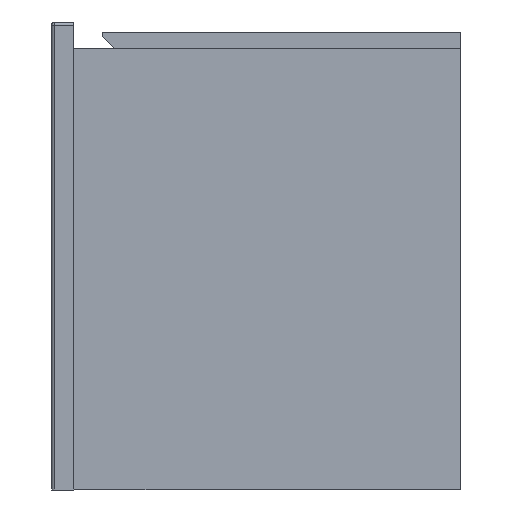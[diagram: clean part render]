
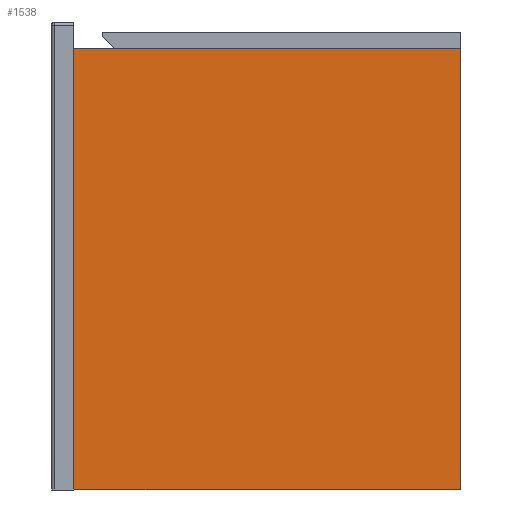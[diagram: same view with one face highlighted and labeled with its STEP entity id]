
A CAD part, left-side view. The second image highlights one B-rep face of the part: STEP entity #1538.
In plain terms, the highlighted planar face has unit normal (-1, 0, 0).
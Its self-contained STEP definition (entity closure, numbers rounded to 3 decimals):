
#89 = CARTESIAN_POINT ( 'NONE',  ( -594., 190., 434. ) ) ;
#128 = ORIENTED_EDGE ( 'NONE', *, *, #2818, .T. ) ;
#252 = VERTEX_POINT ( 'NONE', #2775 ) ;
#343 = AXIS2_PLACEMENT_3D ( 'NONE', #2868, #1300, #2930 ) ;
#406 = EDGE_CURVE ( 'NONE', #809, #579, #1985, .T. ) ;
#426 = VECTOR ( 'NONE', #930, 1000. ) ;
#510 = FACE_OUTER_BOUND ( 'NONE', #2023, .T. ) ;
#579 = VERTEX_POINT ( 'NONE', #824 ) ;
#736 = PLANE ( 'NONE',  #343 ) ;
#809 = VERTEX_POINT ( 'NONE', #2261 ) ;
#824 = CARTESIAN_POINT ( 'NONE',  ( -594., -190., 0. ) ) ;
#828 = VECTOR ( 'NONE', #1034, 1000. ) ;
#930 = DIRECTION ( 'NONE',  ( 0., 1., 0. ) ) ;
#1010 = CARTESIAN_POINT ( 'NONE',  ( -594., 190., 0. ) ) ;
#1034 = DIRECTION ( 'NONE',  ( 0., 0., -1. ) ) ;
#1094 = VECTOR ( 'NONE', #2637, 1000. ) ;
#1193 = CARTESIAN_POINT ( 'NONE',  ( -594., 190., 434. ) ) ;
#1300 = DIRECTION ( 'NONE',  ( -1., 0., 0. ) ) ;
#1439 = ORIENTED_EDGE ( 'NONE', *, *, #1577, .F. ) ;
#1481 = LINE ( 'NONE', #89, #828 ) ;
#1491 = VECTOR ( 'NONE', #2146, 1000. ) ;
#1538 = ADVANCED_FACE ( 'NONE', ( #510 ), #736, .T. ) ;
#1577 = EDGE_CURVE ( 'NONE', #579, #2950, #1700, .T. ) ;
#1645 = CARTESIAN_POINT ( 'NONE',  ( -594., -190., 434. ) ) ;
#1700 = LINE ( 'NONE', #3042, #426 ) ;
#1772 = ORIENTED_EDGE ( 'NONE', *, *, #406, .F. ) ;
#1872 = ORIENTED_EDGE ( 'NONE', *, *, #3022, .T. ) ;
#1985 = LINE ( 'NONE', #1645, #1491 ) ;
#2023 = EDGE_LOOP ( 'NONE', ( #1439, #1772, #128, #1872 ) ) ;
#2146 = DIRECTION ( 'NONE',  ( 0., 0., -1. ) ) ;
#2261 = CARTESIAN_POINT ( 'NONE',  ( -594., -190., 434. ) ) ;
#2637 = DIRECTION ( 'NONE',  ( 0., 1., 0. ) ) ;
#2718 = LINE ( 'NONE', #1193, #1094 ) ;
#2775 = CARTESIAN_POINT ( 'NONE',  ( -594., 190., 434. ) ) ;
#2818 = EDGE_CURVE ( 'NONE', #809, #252, #2718, .T. ) ;
#2868 = CARTESIAN_POINT ( 'NONE',  ( -594., 190., 434. ) ) ;
#2930 = DIRECTION ( 'NONE',  ( 0., -1., 0. ) ) ;
#2950 = VERTEX_POINT ( 'NONE', #1010 ) ;
#3022 = EDGE_CURVE ( 'NONE', #252, #2950, #1481, .T. ) ;
#3042 = CARTESIAN_POINT ( 'NONE',  ( -594., 190., 0. ) ) ;
